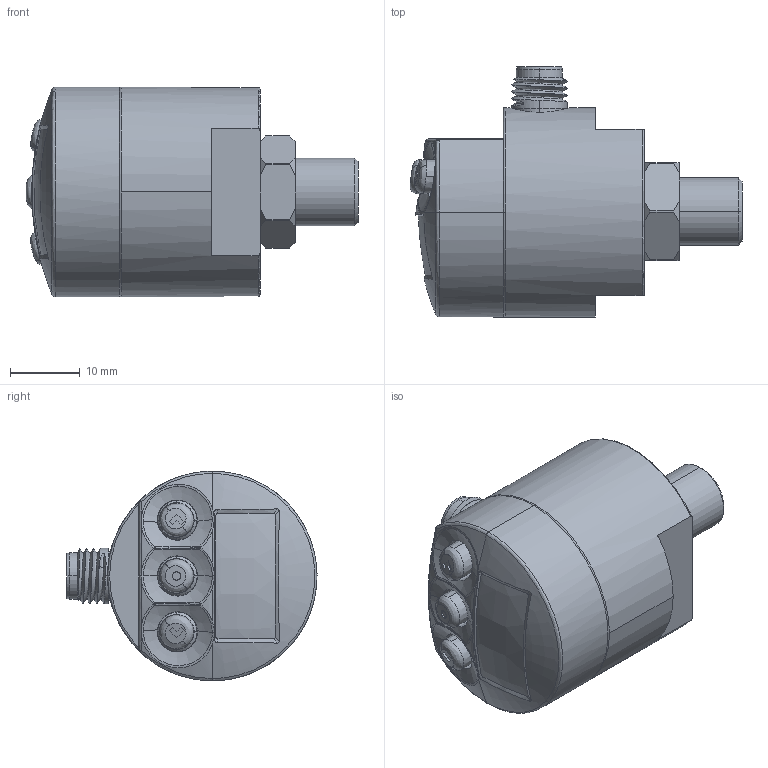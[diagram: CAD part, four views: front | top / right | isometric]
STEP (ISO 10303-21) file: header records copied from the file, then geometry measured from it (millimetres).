
FILE_DESCRIPTION (( 'STEP AP203' ), '1' );
FILE_NAME ('Nano-02-AG.STEP', '2019-03-21T15:05:54', ( '' ), ( '' ), 'SwSTEP 2.0', 'SolidWorks 2018', '' );
FILE_SCHEMA (( 'CONFIG_CONTROL_DESIGN' ));
Length unit declared in the file: millimetre
Products named in the file (1): Nano-02-AG
Bounding box: 47.53 x 35.8 x 30 mm (x, y, z)
Surface area: 13103.7 mm2 (no closed solid volume)
Topology: 0 solids, 7 shells, 777 faces, 2032 edges, 1289 vertices
Faces by surface type: cylinder 265, plane 254, cone 122, bspline 105, sphere 18, torus 13
Entity records: 75137 total; most frequent: CARTESIAN_POINT 57305, ORIENTED_EDGE 3980, DIRECTION 3265, EDGE_CURVE 2008, VERTEX_POINT 1289, AXIS2_PLACEMENT_3D 1235, EDGE_LOOP 844, VECTOR 795
